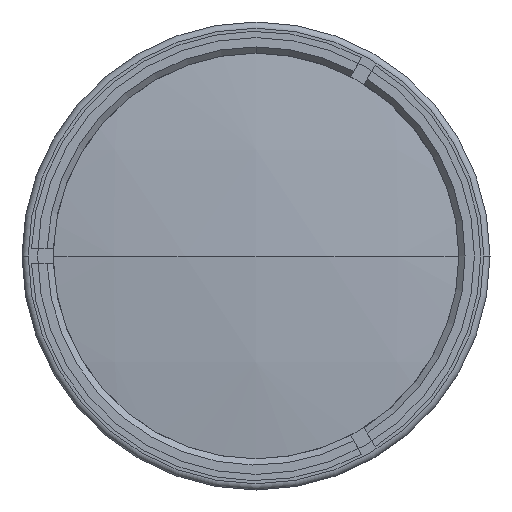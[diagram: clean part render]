
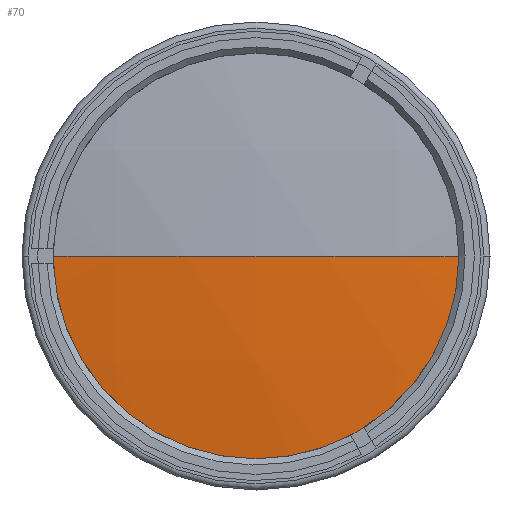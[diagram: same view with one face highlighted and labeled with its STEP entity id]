
A CAD part, left-side view. The second image highlights one B-rep face of the part: STEP entity #70.
In plain terms, the highlighted spherical face has radius 252 mm.
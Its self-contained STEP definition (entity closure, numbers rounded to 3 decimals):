
#42 = EDGE_CURVE ( 'NONE', #958, #5325, #4008, .T. ) ;
#51 = AXIS2_PLACEMENT_3D ( 'NONE', #2303, #2265, #2223 ) ;
#70 = ADVANCED_FACE ( 'NONE', ( #192 ), #1316, .T. ) ;
#105 = DIRECTION ( 'NONE',  ( 0., 0., -1. ) ) ;
#192 = FACE_OUTER_BOUND ( 'NONE', #931, .T. ) ;
#483 = CARTESIAN_POINT ( 'NONE',  ( -138.909, -34., 0. ) ) ;
#660 = CIRCLE ( 'NONE', #2382, 252. ) ;
#931 = EDGE_LOOP ( 'NONE', ( #4916, #3510, #4245 ) ) ;
#958 = VERTEX_POINT ( 'NONE', #3875 ) ;
#1029 = DIRECTION ( 'NONE',  ( 0., 0., 1. ) ) ;
#1316 = SPHERICAL_SURFACE ( 'NONE', #1833, 252. ) ;
#1799 = VERTEX_POINT ( 'NONE', #4194 ) ;
#1826 = EDGE_CURVE ( 'NONE', #958, #1799, #4490, .T. ) ;
#1833 = AXIS2_PLACEMENT_3D ( 'NONE', #3957, #1947, #1861 ) ;
#1861 = DIRECTION ( 'NONE',  ( 0., 1., 0. ) ) ;
#1947 = DIRECTION ( 'NONE',  ( 0., 0., -1. ) ) ;
#2223 = DIRECTION ( 'NONE',  ( 0., 0., 1. ) ) ;
#2265 = DIRECTION ( 'NONE',  ( -1., 0., 0. ) ) ;
#2303 = CARTESIAN_POINT ( 'NONE',  ( -138.909, 0., 0. ) ) ;
#2382 = AXIS2_PLACEMENT_3D ( 'NONE', #2833, #105, #3293 ) ;
#2833 = CARTESIAN_POINT ( 'NONE',  ( 110.787, 0., 0. ) ) ;
#3293 = DIRECTION ( 'NONE',  ( 0., 1., 0. ) ) ;
#3510 = ORIENTED_EDGE ( 'NONE', *, *, #3809, .T. ) ;
#3794 = CARTESIAN_POINT ( 'NONE',  ( 110.787, 0., 0. ) ) ;
#3809 = EDGE_CURVE ( 'NONE', #5325, #1799, #660, .T. ) ;
#3875 = CARTESIAN_POINT ( 'NONE',  ( -138.909, 34., 0. ) ) ;
#3957 = CARTESIAN_POINT ( 'NONE',  ( 110.787, 0., 0. ) ) ;
#4008 = CIRCLE ( 'NONE', #51, 34. ) ;
#4194 = CARTESIAN_POINT ( 'NONE',  ( -141.213, 0., 0. ) ) ;
#4235 = DIRECTION ( 'NONE',  ( 0., -1., 0. ) ) ;
#4245 = ORIENTED_EDGE ( 'NONE', *, *, #1826, .F. ) ;
#4351 = AXIS2_PLACEMENT_3D ( 'NONE', #3794, #1029, #4235 ) ;
#4490 = CIRCLE ( 'NONE', #4351, 252. ) ;
#4916 = ORIENTED_EDGE ( 'NONE', *, *, #42, .T. ) ;
#5325 = VERTEX_POINT ( 'NONE', #483 ) ;
